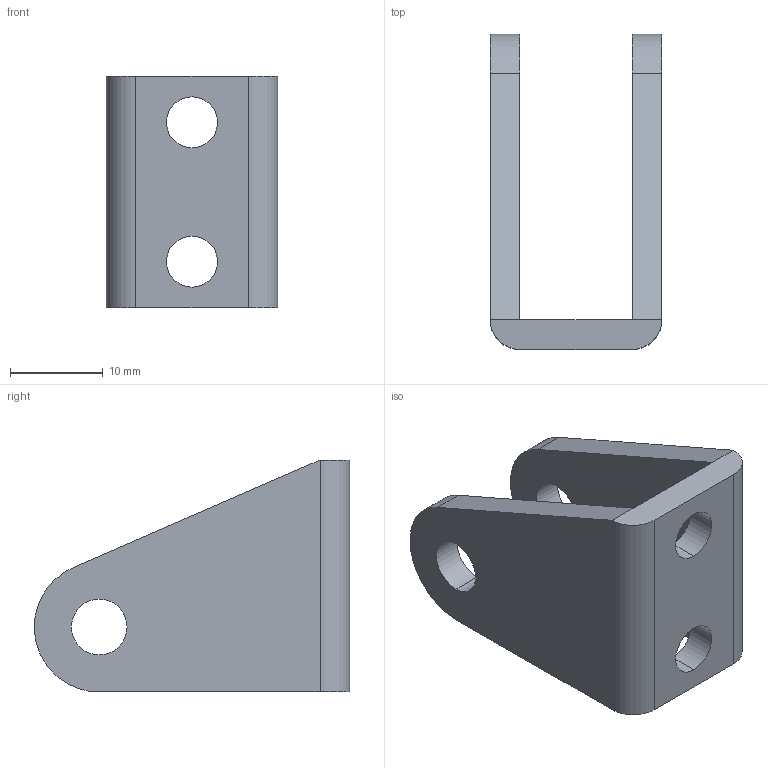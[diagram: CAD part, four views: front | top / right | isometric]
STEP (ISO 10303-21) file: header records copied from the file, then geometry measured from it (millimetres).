
FILE_DESCRIPTION (( 'STEP AP214' ), '1' );
FILE_NAME ('C85C16.step.step', '2010-05-08T21:03:51', ( 'SysAdmin' ), ( 'SolidWorks' ), 'SwSTEP 2.0', 'SolidWorks 2010', '' );
FILE_SCHEMA (( 'AUTOMOTIVE_DESIGN' ));
Length unit declared in the file: millimetre
Products named in the file (2): C85C16.step; C85C16.step_C85Clevis_16
Assembly tree (1 placements, depth 2):
  C85C16.step
    C85C16.step_C85Clevis_16
Bounding box: 18.5 x 34 x 25 mm (x, y, z)
Volume: 4552.2 mm3; surface area: 3646.3 mm2
Topology: 1 solids, 1 shells, 22 faces, 56 edges, 36 vertices
Faces by surface type: cylinder 12, plane 10
Entity records: 754 total; most frequent: DIRECTION 132, CARTESIAN_POINT 118, ORIENTED_EDGE 112, EDGE_CURVE 56, AXIS2_PLACEMENT_3D 50, VERTEX_POINT 36, VECTOR 32, LINE 32
